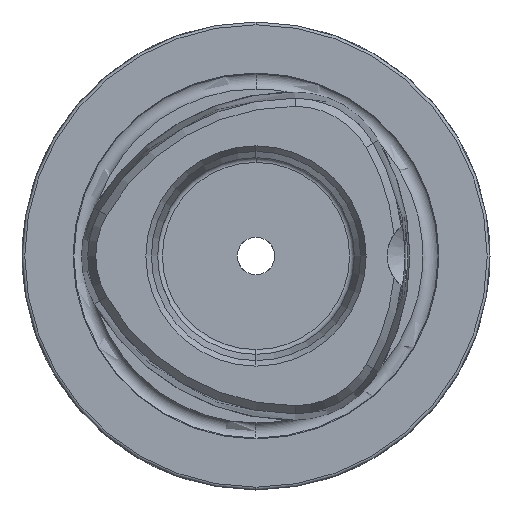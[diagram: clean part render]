
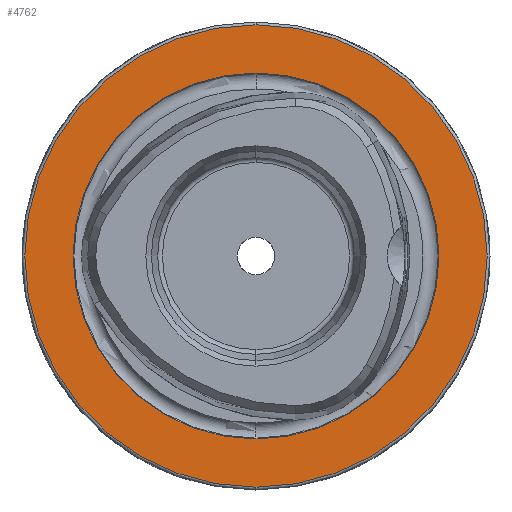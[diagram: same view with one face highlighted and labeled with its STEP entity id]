
A CAD part, left-side view. The second image highlights one B-rep face of the part: STEP entity #4762.
In plain terms, the highlighted planar face has unit normal (-1, 0, 0).
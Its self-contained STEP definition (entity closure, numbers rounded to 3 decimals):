
#17 = DIRECTION ( 'NONE',  ( 0., 0., 1. ) ) ;
#124 = DIRECTION ( 'NONE',  ( 0., 0., 1. ) ) ;
#152 = EDGE_LOOP ( 'NONE', ( #2481, #2467 ) ) ;
#167 = CARTESIAN_POINT ( 'NONE',  ( 0., 0., -19.55 ) ) ;
#261 = AXIS2_PLACEMENT_3D ( 'NONE', #313, #683, #17 ) ;
#313 = CARTESIAN_POINT ( 'NONE',  ( 0., 0., 0. ) ) ;
#377 = CARTESIAN_POINT ( 'NONE',  ( 0., 0., -24.7 ) ) ;
#406 = VERTEX_POINT ( 'NONE', #377 ) ;
#483 = EDGE_CURVE ( 'NONE', #2796, #1091, #496, .T. ) ;
#496 = CIRCLE ( 'NONE', #646, 19.55 ) ;
#622 = VERTEX_POINT ( 'NONE', #1396 ) ;
#646 = AXIS2_PLACEMENT_3D ( 'NONE', #1819, #3334, #1843 ) ;
#683 = DIRECTION ( 'NONE',  ( -1., 0., 0. ) ) ;
#697 = ORIENTED_EDGE ( 'NONE', *, *, #4559, .F. ) ;
#1091 = VERTEX_POINT ( 'NONE', #3597 ) ;
#1363 = AXIS2_PLACEMENT_3D ( 'NONE', #1513, #3777, #3637 ) ;
#1396 = CARTESIAN_POINT ( 'NONE',  ( 0., 0., 24.7 ) ) ;
#1513 = CARTESIAN_POINT ( 'NONE',  ( 0., 0., 0. ) ) ;
#1669 = DIRECTION ( 'NONE',  ( -1., 0., 0. ) ) ;
#1819 = CARTESIAN_POINT ( 'NONE',  ( 0., 0., 0. ) ) ;
#1843 = DIRECTION ( 'NONE',  ( 0., 0., 1. ) ) ;
#2263 = CIRCLE ( 'NONE', #3215, 24.7 ) ;
#2376 = CIRCLE ( 'NONE', #261, 19.55 ) ;
#2466 = FACE_OUTER_BOUND ( 'NONE', #152, .T. ) ;
#2467 = ORIENTED_EDGE ( 'NONE', *, *, #4797, .T. ) ;
#2481 = ORIENTED_EDGE ( 'NONE', *, *, #3993, .T. ) ;
#2665 = DIRECTION ( 'NONE',  ( 0., 0., -1. ) ) ;
#2796 = VERTEX_POINT ( 'NONE', #167 ) ;
#2875 = DIRECTION ( 'NONE',  ( 1., 0., 0. ) ) ;
#2989 = CARTESIAN_POINT ( 'NONE',  ( 0., 0., 0. ) ) ;
#3215 = AXIS2_PLACEMENT_3D ( 'NONE', #2989, #1669, #124 ) ;
#3334 = DIRECTION ( 'NONE',  ( -1., 0., 0. ) ) ;
#3362 = ORIENTED_EDGE ( 'NONE', *, *, #483, .F. ) ;
#3497 = CIRCLE ( 'NONE', #1363, 24.7 ) ;
#3567 = AXIS2_PLACEMENT_3D ( 'NONE', #4799, #2875, #2665 ) ;
#3568 = FACE_BOUND ( 'NONE', #4011, .T. ) ;
#3597 = CARTESIAN_POINT ( 'NONE',  ( 0., 0., 19.55 ) ) ;
#3637 = DIRECTION ( 'NONE',  ( 0., 0., 1. ) ) ;
#3777 = DIRECTION ( 'NONE',  ( -1., 0., 0. ) ) ;
#3993 = EDGE_CURVE ( 'NONE', #622, #406, #2263, .T. ) ;
#4011 = EDGE_LOOP ( 'NONE', ( #697, #3362 ) ) ;
#4559 = EDGE_CURVE ( 'NONE', #1091, #2796, #2376, .T. ) ;
#4762 = ADVANCED_FACE ( 'NONE', ( #3568, #2466 ), #4774, .F. ) ;
#4774 = PLANE ( 'NONE',  #3567 ) ;
#4797 = EDGE_CURVE ( 'NONE', #406, #622, #3497, .T. ) ;
#4799 = CARTESIAN_POINT ( 'NONE',  ( 0., 19.55, 0. ) ) ;
